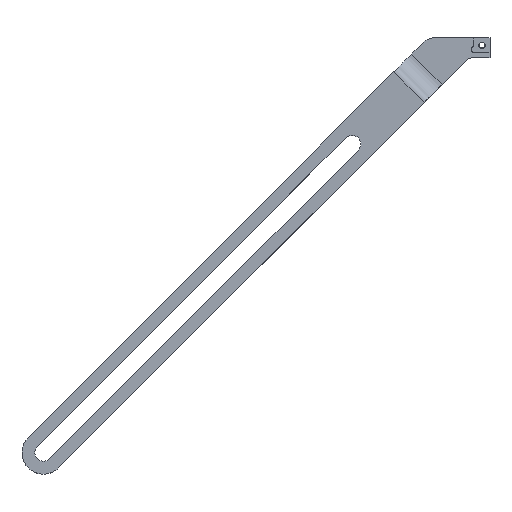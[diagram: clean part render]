
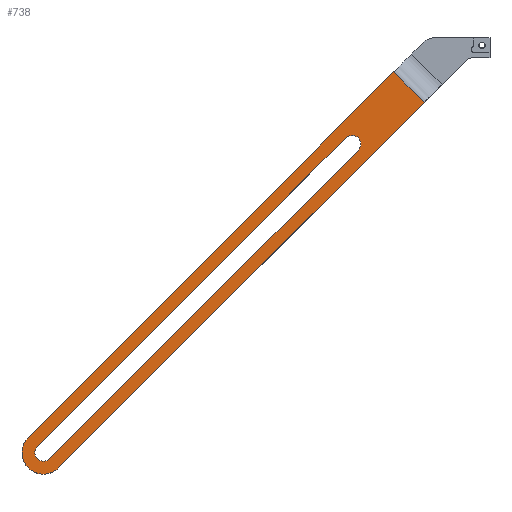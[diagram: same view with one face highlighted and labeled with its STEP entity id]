
A CAD part, top view. The second image highlights one B-rep face of the part: STEP entity #738.
In plain terms, the highlighted planar face has unit normal (0, 0, 1).
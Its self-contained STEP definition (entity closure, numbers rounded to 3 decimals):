
#21=FACE_BOUND('',#99,.T.);
#28=PLANE('',#805);
#59=FACE_OUTER_BOUND('',#98,.T.);
#98=EDGE_LOOP('',(#564,#565,#566,#567));
#99=EDGE_LOOP('',(#568,#569,#570,#571));
#133=CIRCLE('',#806,7.5);
#134=CIRCLE('',#807,3.);
#135=CIRCLE('',#808,3.);
#202=LINE('',#1504,#257);
#207=LINE('',#1520,#262);
#209=LINE('',#1529,#264);
#210=LINE('',#1532,#265);
#211=LINE('',#1536,#266);
#257=VECTOR('',#910,10.);
#262=VECTOR('',#927,10.);
#264=VECTOR('',#939,10.);
#265=VECTOR('',#940,10.);
#266=VECTOR('',#943,10.);
#335=VERTEX_POINT('',#1501);
#336=VERTEX_POINT('',#1503);
#341=VERTEX_POINT('',#1519);
#343=VERTEX_POINT('',#1527);
#344=VERTEX_POINT('',#1530);
#345=VERTEX_POINT('',#1531);
#346=VERTEX_POINT('',#1533);
#347=VERTEX_POINT('',#1535);
#421=EDGE_CURVE('',#336,#335,#202,.T.);
#429=EDGE_CURVE('',#336,#341,#207,.T.);
#433=EDGE_CURVE('',#343,#335,#133,.T.);
#434=EDGE_CURVE('',#343,#341,#209,.T.);
#435=EDGE_CURVE('',#344,#345,#210,.T.);
#436=EDGE_CURVE('',#345,#346,#134,.T.);
#437=EDGE_CURVE('',#346,#347,#211,.T.);
#438=EDGE_CURVE('',#347,#344,#135,.T.);
#564=ORIENTED_EDGE('',*,*,#429,.F.);
#565=ORIENTED_EDGE('',*,*,#421,.T.);
#566=ORIENTED_EDGE('',*,*,#433,.F.);
#567=ORIENTED_EDGE('',*,*,#434,.T.);
#568=ORIENTED_EDGE('',*,*,#435,.T.);
#569=ORIENTED_EDGE('',*,*,#436,.T.);
#570=ORIENTED_EDGE('',*,*,#437,.T.);
#571=ORIENTED_EDGE('',*,*,#438,.T.);
#738=ADVANCED_FACE('',(#59,#21),#28,.F.);
#805=AXIS2_PLACEMENT_3D('',#1526,#935,#936);
#806=AXIS2_PLACEMENT_3D('',#1528,#937,#938);
#807=AXIS2_PLACEMENT_3D('',#1534,#941,#942);
#808=AXIS2_PLACEMENT_3D('',#1537,#944,#945);
#910=DIRECTION('',(-0.707,-0.707,0.));
#927=DIRECTION('',(0.707,-0.707,0.));
#935=DIRECTION('center_axis',(0.,0.,-1.));
#936=DIRECTION('ref_axis',(1.,0.,0.));
#937=DIRECTION('center_axis',(0.,0.,-1.));
#938=DIRECTION('ref_axis',(0.,-1.,0.));
#939=DIRECTION('',(0.707,0.707,0.));
#940=DIRECTION('',(-0.707,-0.707,0.));
#941=DIRECTION('center_axis',(0.,0.,-1.));
#942=DIRECTION('ref_axis',(1.,0.,0.));
#943=DIRECTION('',(0.707,0.707,0.));
#944=DIRECTION('center_axis',(0.,0.,-1.));
#945=DIRECTION('ref_axis',(1.,0.,0.));
#1501=CARTESIAN_POINT('',(-171.296,-138.583,7.));
#1503=CARTESIAN_POINT('',(-43.595,-10.882,7.));
#1504=CARTESIAN_POINT('',(-28.107,4.607,7.));
#1519=CARTESIAN_POINT('',(-32.988,-21.488,7.));
#1520=CARTESIAN_POINT('',(-39.555,-14.922,7.));
#1526=CARTESIAN_POINT('Origin',(-93.3,-76.746,7.));
#1527=CARTESIAN_POINT('',(-160.689,-149.189,7.));
#1528=CARTESIAN_POINT('Origin',(-165.992,-143.886,7.));
#1529=CARTESIAN_POINT('',(-17.5,-6.,7.));
#1530=CARTESIAN_POINT('',(-56.037,-38.173,7.));
#1531=CARTESIAN_POINT('',(-163.871,-146.007,7.));
#1532=CARTESIAN_POINT('',(-56.037,-38.173,7.));
#1533=CARTESIAN_POINT('',(-168.114,-141.765,7.));
#1534=CARTESIAN_POINT('Origin',(-165.992,-143.886,7.));
#1535=CARTESIAN_POINT('',(-60.28,-33.931,7.));
#1536=CARTESIAN_POINT('',(-168.114,-141.765,7.));
#1537=CARTESIAN_POINT('Origin',(-58.159,-36.052,7.));
